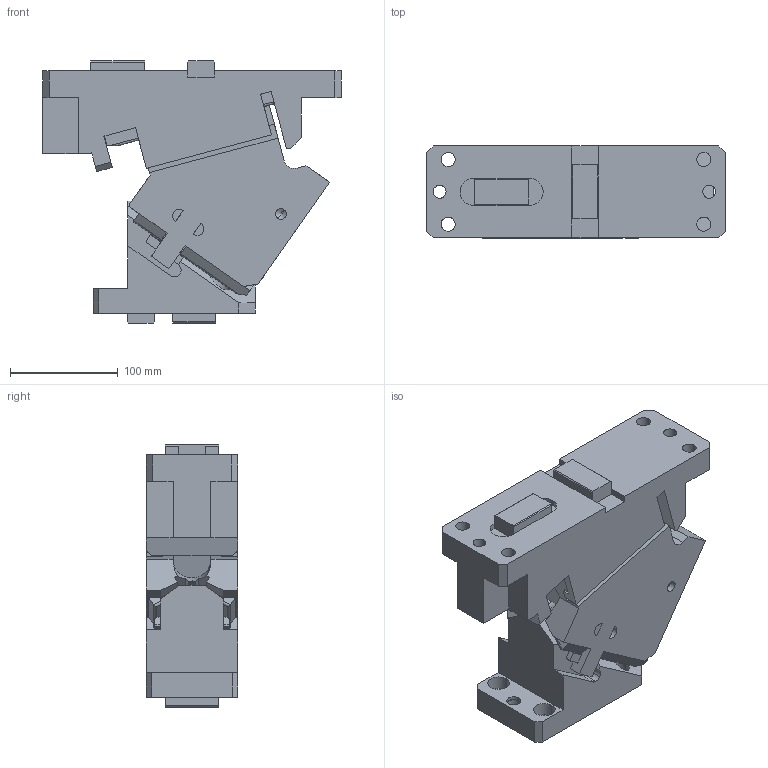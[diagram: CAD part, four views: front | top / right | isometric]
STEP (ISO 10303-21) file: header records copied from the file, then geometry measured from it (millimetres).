
FILE_DESCRIPTION(('CATIA V5 STEP Exchange'),'2;1');
FILE_NAME('CACV_85_35.stp','2015-04-24T14:09:46+00:00',('none'),('none'),'CATIA Version 5 Release 19 SP 2 (IN-10)','CATIA V5 STEP AP203','none');
FILE_SCHEMA(('CONFIG_CONTROL_DESIGN'));
Length unit declared in the file: millimetre
Products named in the file (1): CACV_85_35
Bounding box: 277 x 85 x 243 mm (x, y, z)
Volume: 3210364 mm3; surface area: 299551.5 mm2
Topology: 3 solids, 3 shells, 374 faces, 1055 edges, 688 vertices
Faces by surface type: plane 266, cylinder 100, cone 8
Entity records: 12778 total; most frequent: CARTESIAN_POINT 3371, ORIENTED_EDGE 2098, DIRECTION 1631, EDGE_CURVE 1049, VECTOR 827, LINE 827, VERTEX_POINT 688, AXIS2_PLACEMENT_3D 470
